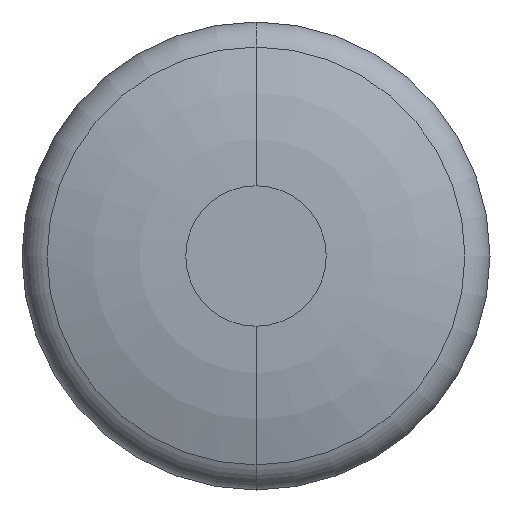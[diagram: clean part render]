
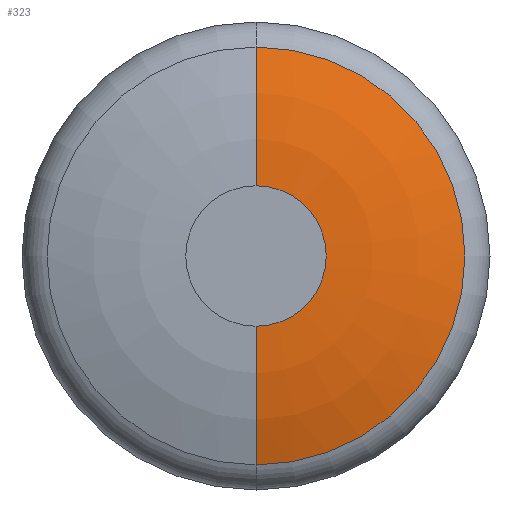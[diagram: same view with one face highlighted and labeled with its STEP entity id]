
A CAD part, front view. The second image highlights one B-rep face of the part: STEP entity #323.
In plain terms, the highlighted toroidal (fillet/blend) face has major radius 2.857 mm and minor radius 17.145 mm.
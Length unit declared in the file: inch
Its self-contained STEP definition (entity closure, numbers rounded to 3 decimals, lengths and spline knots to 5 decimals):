
#7 = AXIS2_PLACEMENT_3D ( 'NONE', #448, #146, #182 ) ;
#53 = ORIENTED_EDGE ( 'NONE', *, *, #447, .F. ) ;
#58 = DIRECTION ( 'NONE',  ( 0., 0., 1. ) ) ;
#80 = VERTEX_POINT ( 'NONE', #94 ) ;
#94 = CARTESIAN_POINT ( 'NONE',  ( 0., 0., -0.1125 ) ) ;
#109 = AXIS2_PLACEMENT_3D ( 'NONE', #233, #196, #128 ) ;
#110 = EDGE_LOOP ( 'NONE', ( #457, #348, #53, #412 ) ) ;
#128 = DIRECTION ( 'NONE',  ( 0., 0., -1. ) ) ;
#145 = VERTEX_POINT ( 'NONE', #397 ) ;
#146 = DIRECTION ( 'NONE',  ( 1., 0., 0. ) ) ;
#182 = DIRECTION ( 'NONE',  ( 0., 0., -1. ) ) ;
#188 = VERTEX_POINT ( 'NONE', #297 ) ;
#196 = DIRECTION ( 'NONE',  ( 0., -1., 0. ) ) ;
#199 = AXIS2_PLACEMENT_3D ( 'NONE', #351, #346, #258 ) ;
#230 = FACE_OUTER_BOUND ( 'NONE', #110, .T. ) ;
#233 = CARTESIAN_POINT ( 'NONE',  ( 0., 0., 0. ) ) ;
#234 = CARTESIAN_POINT ( 'NONE',  ( 0., 0.03764, 0.33476 ) ) ;
#245 = AXIS2_PLACEMENT_3D ( 'NONE', #321, #362, #58 ) ;
#255 = CIRCLE ( 'NONE', #109, 0.1125 ) ;
#258 = DIRECTION ( 'NONE',  ( 0., 0., -1. ) ) ;
#265 = CIRCLE ( 'NONE', #199, 0.33476 ) ;
#297 = CARTESIAN_POINT ( 'NONE',  ( 0., 0.03764, -0.33476 ) ) ;
#301 = CIRCLE ( 'NONE', #245, 0.675 ) ;
#321 = CARTESIAN_POINT ( 'NONE',  ( 0., 0.675, -0.1125 ) ) ;
#323 = ADVANCED_FACE ( 'NONE', ( #230 ), #335, .T. ) ;
#335 = TOROIDAL_SURFACE ( 'NONE', #361, 0.1125, 0.675 ) ;
#336 = VERTEX_POINT ( 'NONE', #234 ) ;
#346 = DIRECTION ( 'NONE',  ( 0., -1., 0. ) ) ;
#348 = ORIENTED_EDGE ( 'NONE', *, *, #356, .T. ) ;
#351 = CARTESIAN_POINT ( 'NONE',  ( 0., 0.03764, 0. ) ) ;
#356 = EDGE_CURVE ( 'NONE', #336, #145, #465, .T. ) ;
#361 = AXIS2_PLACEMENT_3D ( 'NONE', #456, #390, #426 ) ;
#362 = DIRECTION ( 'NONE',  ( -1., 0., 0. ) ) ;
#387 = EDGE_CURVE ( 'NONE', #188, #336, #265, .T. ) ;
#390 = DIRECTION ( 'NONE',  ( 0., -1., 0. ) ) ;
#397 = CARTESIAN_POINT ( 'NONE',  ( 0., 0., 0.1125 ) ) ;
#412 = ORIENTED_EDGE ( 'NONE', *, *, #441, .F. ) ;
#426 = DIRECTION ( 'NONE',  ( 0., 0., -1. ) ) ;
#441 = EDGE_CURVE ( 'NONE', #188, #80, #301, .T. ) ;
#447 = EDGE_CURVE ( 'NONE', #80, #145, #255, .T. ) ;
#448 = CARTESIAN_POINT ( 'NONE',  ( 0., 0.675, 0.1125 ) ) ;
#456 = CARTESIAN_POINT ( 'NONE',  ( 0., 0.675, 0. ) ) ;
#457 = ORIENTED_EDGE ( 'NONE', *, *, #387, .T. ) ;
#465 = CIRCLE ( 'NONE', #7, 0.675 ) ;
